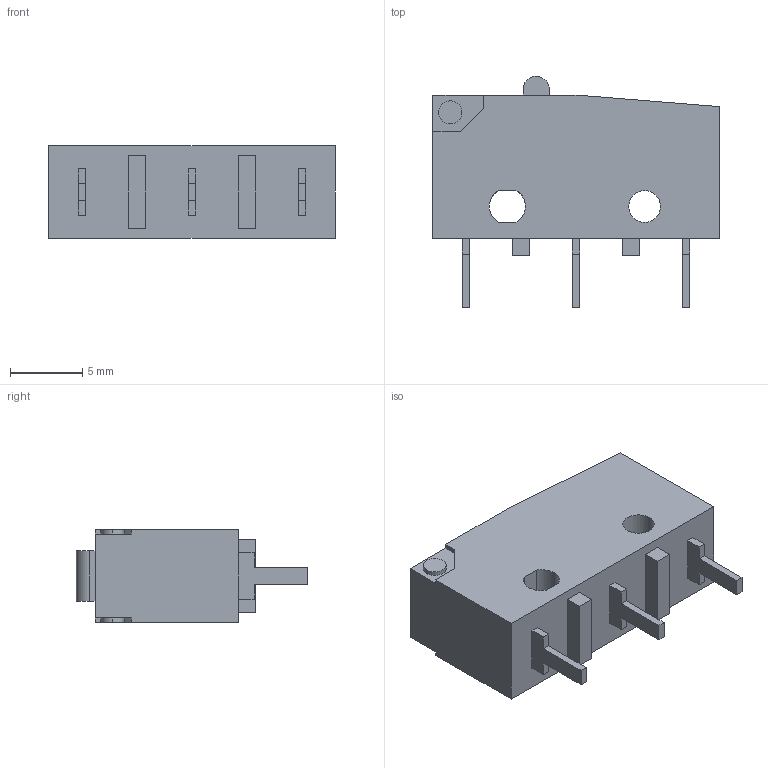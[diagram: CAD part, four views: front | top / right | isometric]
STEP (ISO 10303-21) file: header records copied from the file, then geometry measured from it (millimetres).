
FILE_DESCRIPTION(('STEP AP242'),'1');
FILE_NAME('ssg-5p-5.stp','2023-05-17T20:33:42',('TraceParts'),('TraceParts S.A.'),'Spatial InterOp 3D',' ',' ');
FILE_SCHEMA(('AP242_MANAGED_MODEL_BASED_3D_ENGINEERING_MIM_LF {1 0 10303 442 1 1 4}'));
Length unit declared in the file: millimetre
Products named in the file (1): ssg-5p-5
Bounding box: 19.8 x 16 x 6.4 mm (x, y, z)
Volume: 1205 mm3; surface area: 941 mm2
Topology: 1 solids, 1 shells, 71 faces, 183 edges, 122 vertices
Faces by surface type: plane 60, cylinder 11
Entity records: 2731 total; most frequent: CARTESIAN_POINT 377, ORIENTED_EDGE 366, DIRECTION 349, EDGE_CURVE 183, LINE 161, VECTOR 161, VERTEX_POINT 122, AXIS2_PLACEMENT_3D 94
